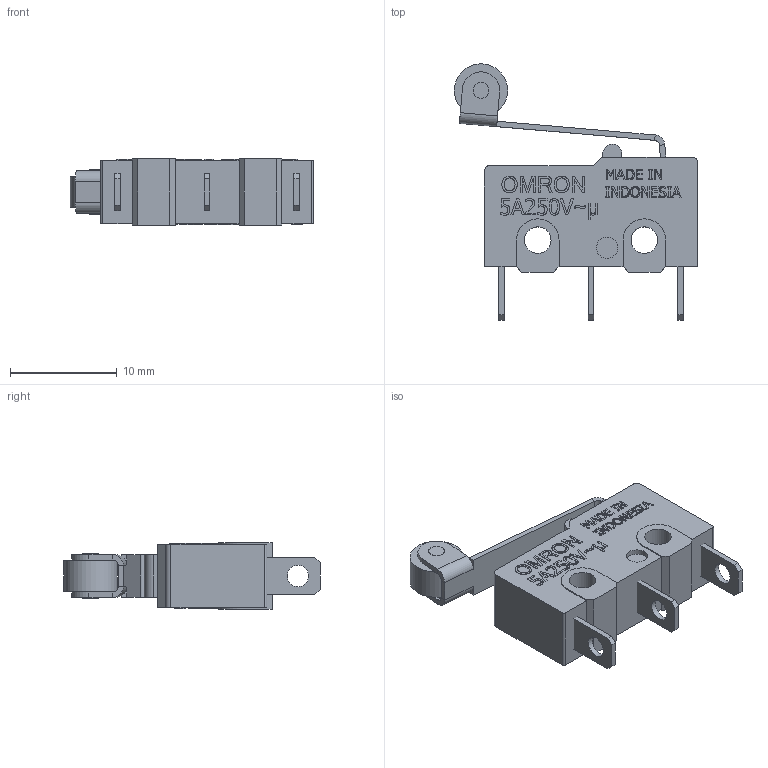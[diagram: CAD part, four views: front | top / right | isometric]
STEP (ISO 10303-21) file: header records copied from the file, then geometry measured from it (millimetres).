
FILE_DESCRIPTION(/* description */ (''),/* implementation_level */ '2;1');
FILE_NAME(/* name */ 'Omron SS-5GL2.step',/* time_stamp */ '2019-05-02T12:46:50-07:00',/* author */ (''),/* organization */ (''),/* preprocessor_version */ 'ST-DEVELOPER v18',/* originating_system */ 'Autodesk Translation Framework v8.2.0.1029',/* authorisation */ '');
FILE_SCHEMA (('AUTOMOTIVE_DESIGN { 1 0 10303 214 3 1 1 }'));
Length unit declared in the file: millimetre
Products named in the file (5): Omron SS-5GL2; корпус; Деталь3; Деталь4; Деталь6
Assembly tree (4 placements, depth 2):
  Omron SS-5GL2
    корпус
    Деталь3
    Деталь4
    Деталь6
Bounding box: 22.82 x 24.04 x 6.2 mm (x, y, z)
Volume: 1343.2 mm3; surface area: 1577.9 mm2
Topology: 66 solids, 66 shells, 1030 faces, 2664 edges, 1766 vertices
Faces by surface type: plane 636, bspline 365, cylinder 29
Full cylindrical faces by diameter (mm): 1 x2, 1.5 x1, 2 x5, 2.5 x2, 5 x1
Entity records: 33320 total; most frequent: CARTESIAN_POINT 10363, ORIENTED_EDGE 5328, DIRECTION 3344, EDGE_CURVE 2664, LINE 1874, VECTOR 1874, VERTEX_POINT 1766, EDGE_LOOP 1078
